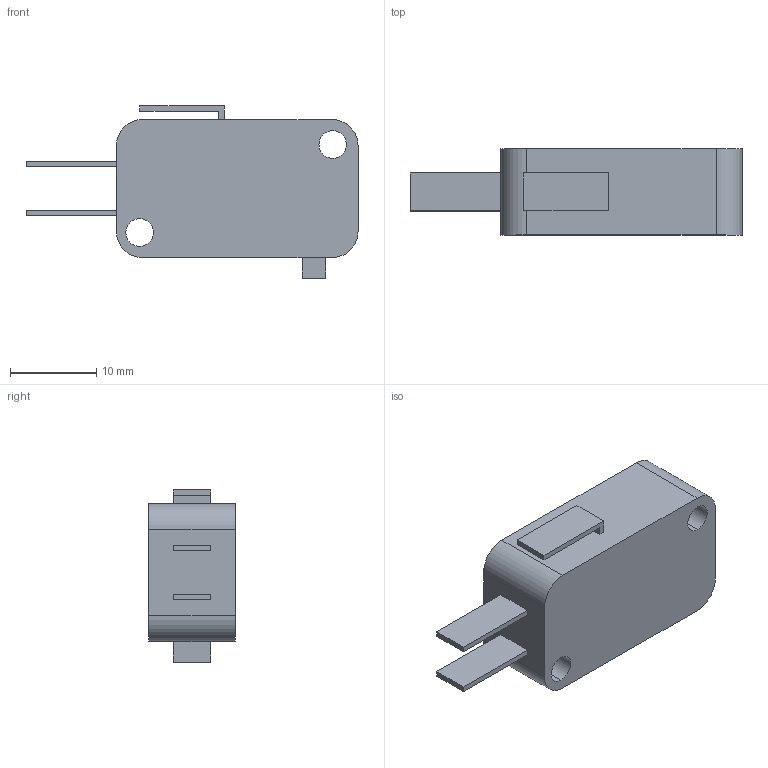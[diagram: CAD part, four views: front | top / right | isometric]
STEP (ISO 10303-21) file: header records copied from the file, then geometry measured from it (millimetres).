
FILE_DESCRIPTION (( 'STEP AP203' ), '1' );
FILE_NAME ('XV-152-1C25_15A_Switch_Tabless_OFD.STEP', '2022-08-08T13:54:57', ( '' ), ( '' ), 'SwSTEP 2.0', 'SolidWorks 2020', '' );
FILE_SCHEMA (( 'CONFIG_CONTROL_DESIGN' ));
Length unit declared in the file: millimetre
Products named in the file (1): XV-152-1C25_15A_Switch_Tabless_OFD
Bounding box: 38.5 x 10 x 20 mm (x, y, z)
Volume: 4361.5 mm3; surface area: 2232.8 mm2
Topology: 1 solids, 1 shells, 36 faces, 90 edges, 60 vertices
Faces by surface type: plane 28, cylinder 8
Entity records: 1155 total; most frequent: CARTESIAN_POINT 187, DIRECTION 180, ORIENTED_EDGE 180, EDGE_CURVE 90, VECTOR 74, LINE 74, VERTEX_POINT 60, AXIS2_PLACEMENT_3D 53
